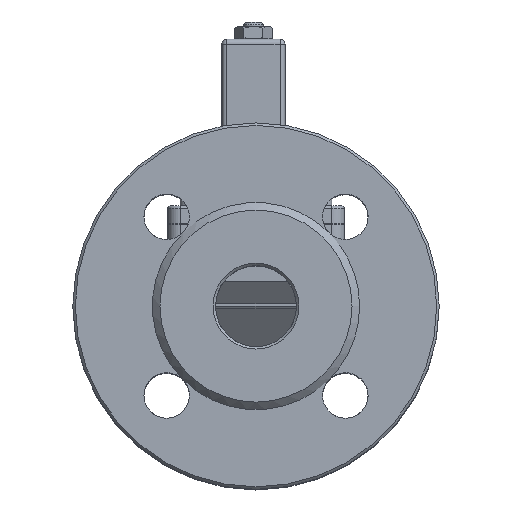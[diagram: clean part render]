
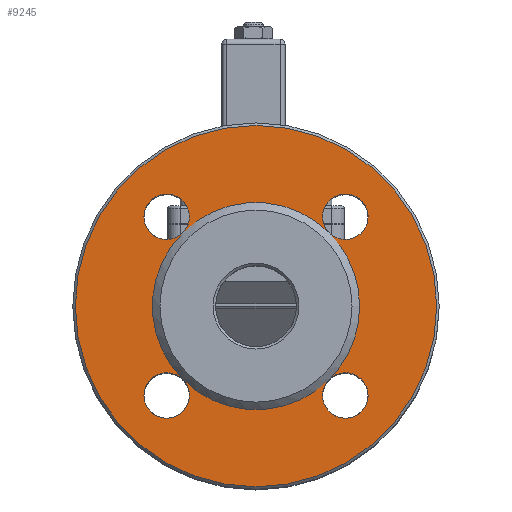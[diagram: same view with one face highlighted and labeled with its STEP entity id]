
A CAD part, top view. The second image highlights one B-rep face of the part: STEP entity #9245.
In plain terms, the highlighted planar face has unit normal (0, 0, 1).
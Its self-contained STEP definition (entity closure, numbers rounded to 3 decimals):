
#160=FACE_BOUND('',#1971,.T.);
#906=CIRCLE('',#10105,71.5);
#907=CIRCLE('',#10107,9.);
#908=CIRCLE('',#10108,41.);
#909=CIRCLE('',#10109,9.);
#910=CIRCLE('',#10110,9.);
#911=CIRCLE('',#10111,41.);
#912=CIRCLE('',#10112,9.);
#913=CIRCLE('',#10113,9.);
#914=CIRCLE('',#10114,41.);
#915=CIRCLE('',#10115,41.);
#916=CIRCLE('',#10116,9.);
#917=CIRCLE('',#10117,9.);
#918=CIRCLE('',#10118,41.);
#919=CIRCLE('',#10119,9.);
#1425=FACE_OUTER_BOUND('',#1970,.T.);
#1970=EDGE_LOOP('',(#7585));
#1971=EDGE_LOOP('',(#7586,#7587,#7588,#7589,#7590,#7591,#7592,#7593,#7594,
#7595,#7596,#7597,#7598));
#4076=VERTEX_POINT('',#16695);
#4077=VERTEX_POINT('',#16699);
#4078=VERTEX_POINT('',#16700);
#4079=VERTEX_POINT('',#16702);
#4080=VERTEX_POINT('',#16704);
#4081=VERTEX_POINT('',#16707);
#4082=VERTEX_POINT('',#16709);
#4083=VERTEX_POINT('',#16712);
#4084=VERTEX_POINT('',#16714);
#4085=VERTEX_POINT('',#16716);
#5269=EDGE_CURVE('',#4076,#4076,#906,.T.);
#5270=EDGE_CURVE('',#4077,#4078,#907,.T.);
#5271=EDGE_CURVE('',#4079,#4077,#908,.T.);
#5272=EDGE_CURVE('',#4080,#4079,#909,.T.);
#5273=EDGE_CURVE('',#4079,#4080,#910,.T.);
#5274=EDGE_CURVE('',#4081,#4079,#911,.T.);
#5275=EDGE_CURVE('',#4082,#4081,#912,.T.);
#5276=EDGE_CURVE('',#4081,#4082,#913,.T.);
#5277=EDGE_CURVE('',#4083,#4081,#914,.T.);
#5278=EDGE_CURVE('',#4084,#4083,#915,.T.);
#5279=EDGE_CURVE('',#4085,#4084,#916,.T.);
#5280=EDGE_CURVE('',#4084,#4085,#917,.T.);
#5281=EDGE_CURVE('',#4077,#4084,#918,.T.);
#5282=EDGE_CURVE('',#4078,#4077,#919,.T.);
#7585=ORIENTED_EDGE('',*,*,#5269,.F.);
#7586=ORIENTED_EDGE('',*,*,#5270,.F.);
#7587=ORIENTED_EDGE('',*,*,#5271,.F.);
#7588=ORIENTED_EDGE('',*,*,#5272,.F.);
#7589=ORIENTED_EDGE('',*,*,#5273,.F.);
#7590=ORIENTED_EDGE('',*,*,#5274,.F.);
#7591=ORIENTED_EDGE('',*,*,#5275,.F.);
#7592=ORIENTED_EDGE('',*,*,#5276,.F.);
#7593=ORIENTED_EDGE('',*,*,#5277,.F.);
#7594=ORIENTED_EDGE('',*,*,#5278,.F.);
#7595=ORIENTED_EDGE('',*,*,#5279,.F.);
#7596=ORIENTED_EDGE('',*,*,#5280,.F.);
#7597=ORIENTED_EDGE('',*,*,#5281,.F.);
#7598=ORIENTED_EDGE('',*,*,#5282,.F.);
#8360=PLANE('',#10106);
#9245=ADVANCED_FACE('',(#1425,#160),#8360,.F.);
#10105=AXIS2_PLACEMENT_3D('',#16697,#12211,#12212);
#10106=AXIS2_PLACEMENT_3D('',#16698,#12213,#12214);
#10107=AXIS2_PLACEMENT_3D('',#16701,#12215,#12216);
#10108=AXIS2_PLACEMENT_3D('',#16703,#12217,#12218);
#10109=AXIS2_PLACEMENT_3D('',#16705,#12219,#12220);
#10110=AXIS2_PLACEMENT_3D('',#16706,#12221,#12222);
#10111=AXIS2_PLACEMENT_3D('',#16708,#12223,#12224);
#10112=AXIS2_PLACEMENT_3D('',#16710,#12225,#12226);
#10113=AXIS2_PLACEMENT_3D('',#16711,#12227,#12228);
#10114=AXIS2_PLACEMENT_3D('',#16713,#12229,#12230);
#10115=AXIS2_PLACEMENT_3D('',#16715,#12231,#12232);
#10116=AXIS2_PLACEMENT_3D('',#16717,#12233,#12234);
#10117=AXIS2_PLACEMENT_3D('',#16718,#12235,#12236);
#10118=AXIS2_PLACEMENT_3D('',#16719,#12237,#12238);
#10119=AXIS2_PLACEMENT_3D('',#16720,#12239,#12240);
#12211=DIRECTION('center_axis',(0.,0.,-1.));
#12212=DIRECTION('ref_axis',(1.,0.,0.));
#12213=DIRECTION('center_axis',(0.,0.,-1.));
#12214=DIRECTION('ref_axis',(-1.,0.,0.));
#12215=DIRECTION('center_axis',(0.,0.,1.));
#12216=DIRECTION('ref_axis',(1.,0.,0.));
#12217=DIRECTION('center_axis',(0.,0.,1.));
#12218=DIRECTION('ref_axis',(-1.,0.,0.));
#12219=DIRECTION('center_axis',(0.,0.,1.));
#12220=DIRECTION('ref_axis',(1.,0.,0.));
#12221=DIRECTION('center_axis',(0.,0.,1.));
#12222=DIRECTION('ref_axis',(1.,0.,0.));
#12223=DIRECTION('center_axis',(0.,0.,1.));
#12224=DIRECTION('ref_axis',(-1.,0.,0.));
#12225=DIRECTION('center_axis',(0.,0.,1.));
#12226=DIRECTION('ref_axis',(1.,0.,0.));
#12227=DIRECTION('center_axis',(0.,0.,1.));
#12228=DIRECTION('ref_axis',(1.,0.,0.));
#12229=DIRECTION('center_axis',(0.,0.,1.));
#12230=DIRECTION('ref_axis',(-1.,0.,0.));
#12231=DIRECTION('center_axis',(0.,0.,1.));
#12232=DIRECTION('ref_axis',(-1.,0.,0.));
#12233=DIRECTION('center_axis',(0.,0.,1.));
#12234=DIRECTION('ref_axis',(1.,0.,0.));
#12235=DIRECTION('center_axis',(0.,0.,1.));
#12236=DIRECTION('ref_axis',(1.,0.,0.));
#12237=DIRECTION('center_axis',(0.,0.,1.));
#12238=DIRECTION('ref_axis',(-1.,0.,0.));
#12239=DIRECTION('center_axis',(0.,0.,1.));
#12240=DIRECTION('ref_axis',(1.,0.,0.));
#16695=CARTESIAN_POINT('',(-71.5,0.,0.));
#16697=CARTESIAN_POINT('Origin',(0.,0.,0.));
#16698=CARTESIAN_POINT('Origin',(0.,0.,0.));
#16699=CARTESIAN_POINT('',(-28.991,-28.991,0.));
#16700=CARTESIAN_POINT('',(-44.355,-35.355,0.));
#16701=CARTESIAN_POINT('Origin',(-35.355,-35.355,0.));
#16702=CARTESIAN_POINT('',(-28.991,28.991,0.));
#16703=CARTESIAN_POINT('Origin',(0.,0.,0.));
#16704=CARTESIAN_POINT('',(-44.355,35.355,0.));
#16705=CARTESIAN_POINT('Origin',(-35.355,35.355,0.));
#16706=CARTESIAN_POINT('Origin',(-35.355,35.355,0.));
#16707=CARTESIAN_POINT('',(28.991,28.991,0.));
#16708=CARTESIAN_POINT('Origin',(0.,0.,0.));
#16709=CARTESIAN_POINT('',(26.355,35.355,0.));
#16710=CARTESIAN_POINT('Origin',(35.355,35.355,0.));
#16711=CARTESIAN_POINT('Origin',(35.355,35.355,0.));
#16712=CARTESIAN_POINT('',(41.,0.,0.));
#16713=CARTESIAN_POINT('Origin',(0.,0.,0.));
#16714=CARTESIAN_POINT('',(28.991,-28.991,0.));
#16715=CARTESIAN_POINT('Origin',(0.,0.,0.));
#16716=CARTESIAN_POINT('',(26.355,-35.355,0.));
#16717=CARTESIAN_POINT('Origin',(35.355,-35.355,0.));
#16718=CARTESIAN_POINT('Origin',(35.355,-35.355,0.));
#16719=CARTESIAN_POINT('Origin',(0.,0.,0.));
#16720=CARTESIAN_POINT('Origin',(-35.355,-35.355,0.));
